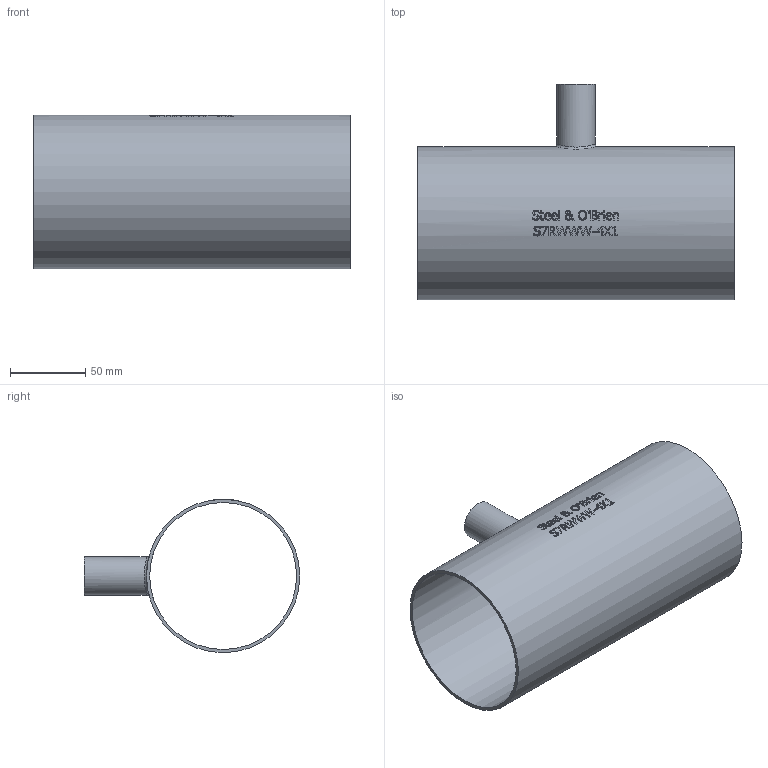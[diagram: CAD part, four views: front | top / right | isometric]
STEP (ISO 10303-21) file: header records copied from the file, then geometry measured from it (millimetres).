
FILE_DESCRIPTION(/* description */ (''),/* implementation_level */ '2;1');
FILE_NAME(/* name */ 'S7RWWW-4X1.stp',/* time_stamp */ '2018-11-28T13:58:45-05:00',/* author */ ('ken'),/* organization */ (''),/* preprocessor_version */ 'ST-DEVELOPER v15.2',/* originating_system */ 'Autodesk Inventor 2014',/* authorisation */ '');
FILE_SCHEMA (('AUTOMOTIVE_DESIGN { 1 0 10303 214 3 1 1 }'));
Length unit declared in the file: inch
Products named in the file (1): S7RWWW-4X1
Bounding box: 209.55 x 142.88 x 101.6 mm (x, y, z)
Volume: 142441.9 mm3; surface area: 137995.9 mm2
Topology: 1 solids, 1 shells, 366 faces, 991 edges, 661 vertices
Faces by surface type: plane 184, bspline 144, cylinder 38
Full cylindrical faces by diameter (mm): 22.098 x1, 25.4 x1, 97.384 x1, 101.6 x1
Entity records: 14118 total; most frequent: CARTESIAN_POINT 5662, ORIENTED_EDGE 1964, DIRECTION 1344, EDGE_CURVE 982, VERTEX_POINT 657, LINE 488, VECTOR 488, AXIS2_PLACEMENT_3D 428
